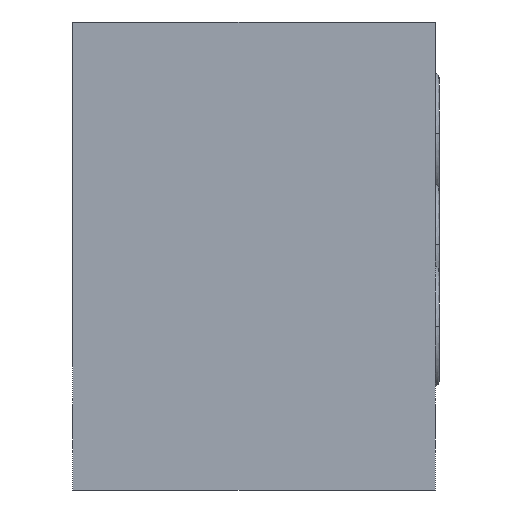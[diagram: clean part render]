
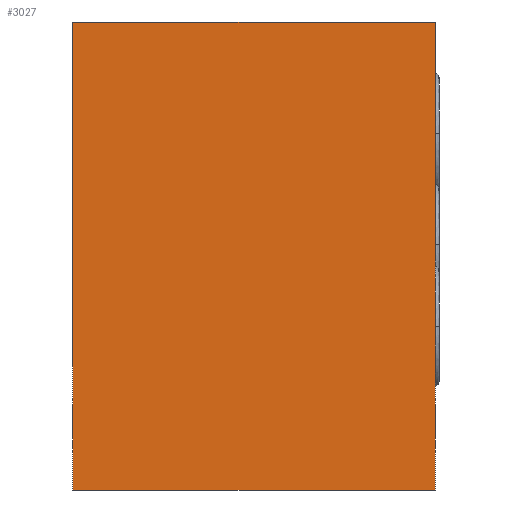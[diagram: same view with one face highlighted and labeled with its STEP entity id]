
A CAD part, left-side view. The second image highlights one B-rep face of the part: STEP entity #3027.
In plain terms, the highlighted planar face has unit normal (-1, 0, 0).
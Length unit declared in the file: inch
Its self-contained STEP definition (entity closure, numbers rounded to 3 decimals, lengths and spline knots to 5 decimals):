
#9=DIRECTION('',(0.,-1.,0.));
#10=VECTOR('',#9,1.938);
#11=CARTESIAN_POINT('',(0.,0.,0.));
#12=LINE('',#11,#10);
#768=DIRECTION('',(0.,0.,1.));
#769=VECTOR('',#768,2.5);
#770=CARTESIAN_POINT('',(0.,-1.938,0.));
#771=LINE('',#770,#769);
#862=DIRECTION('',(0.,0.,1.));
#863=VECTOR('',#862,2.5);
#864=CARTESIAN_POINT('',(0.,0.,0.));
#865=LINE('',#864,#863);
#1672=DIRECTION('',(0.,-1.,0.));
#1673=VECTOR('',#1672,1.938);
#1674=CARTESIAN_POINT('',(0.,0.,2.5));
#1675=LINE('',#1674,#1673);
#1893=CARTESIAN_POINT('',(0.,0.,0.));
#1894=CARTESIAN_POINT('',(0.,-1.938,0.));
#1895=VERTEX_POINT('',#1893);
#1896=VERTEX_POINT('',#1894);
#1897=CARTESIAN_POINT('',(0.,0.,2.5));
#1898=CARTESIAN_POINT('',(0.,-1.938,2.5));
#1899=VERTEX_POINT('',#1897);
#1900=VERTEX_POINT('',#1898);
#3014=CARTESIAN_POINT('',(0.,0.,0.));
#3015=DIRECTION('',(-1.,0.,0.));
#3016=DIRECTION('',(0.,-1.,0.));
#3017=AXIS2_PLACEMENT_3D('',#3014,#3015,#3016);
#3018=PLANE('',#3017);
#3019=ORIENTED_EDGE('',*,*,#2204,.F.);
#3021=ORIENTED_EDGE('',*,*,#3020,.T.);
#3023=ORIENTED_EDGE('',*,*,#3022,.T.);
#3024=ORIENTED_EDGE('',*,*,#2954,.F.);
#3025=EDGE_LOOP('',(#3019,#3021,#3023,#3024));
#3026=FACE_OUTER_BOUND('',#3025,.F.);
#3027=ADVANCED_FACE('',(#3026),#3018,.T.);
#2204=EDGE_CURVE('',#1895,#1896,#12,.T.);
#2954=EDGE_CURVE('',#1896,#1900,#771,.T.);
#3020=EDGE_CURVE('',#1895,#1899,#865,.T.);
#3022=EDGE_CURVE('',#1899,#1900,#1675,.T.);
